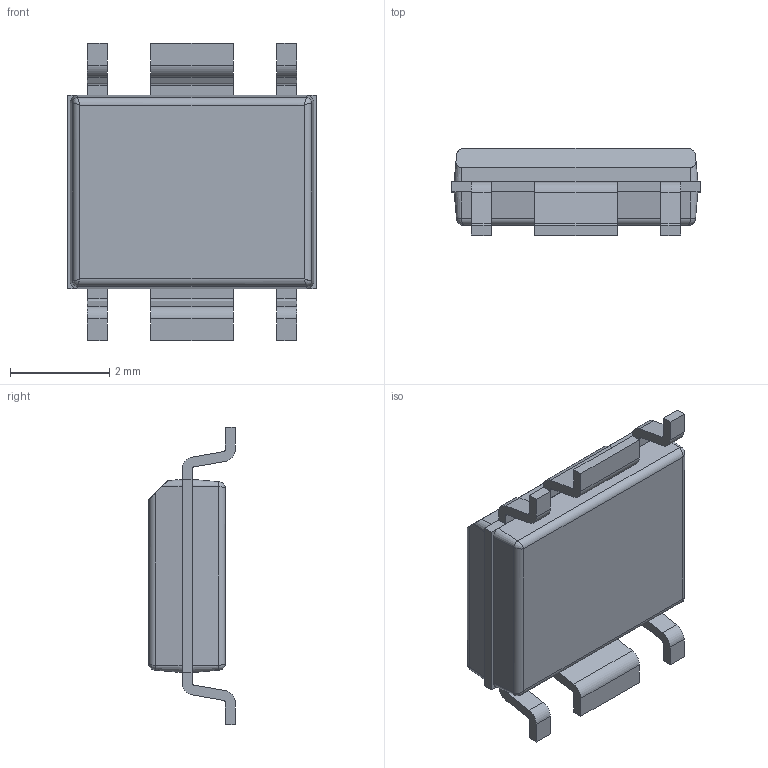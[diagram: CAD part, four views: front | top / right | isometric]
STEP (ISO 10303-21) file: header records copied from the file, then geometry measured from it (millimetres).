
FILE_DESCRIPTION (( 'STEP AP214' ), '1' );
FILE_NAME ('S-1172B1B-E6T1U.STEP', '2019-02-22T09:11:42', ( '' ), ( '' ), 'SwSTEP 2.0', 'SolidWorks 2017', '' );
FILE_SCHEMA (( 'AUTOMOTIVE_DESIGN' ));
Length unit declared in the file: millimetre
Products named in the file (1): S-1172B1B-E6T1U
Bounding box: 5.02 x 1.75 x 6 mm (x, y, z)
Volume: 30.3 mm3; surface area: 84.4 mm2
Topology: 7 solids, 7 shells, 127 faces, 316 edges, 198 vertices
Faces by surface type: plane 80, cylinder 33, cone 8, bspline 6
Entity records: 5678 total; most frequent: CARTESIAN_POINT 2616, ORIENTED_EDGE 620, DIRECTION 592, EDGE_CURVE 310, VECTOR 228, LINE 228, VERTEX_POINT 198, AXIS2_PLACEMENT_3D 182
